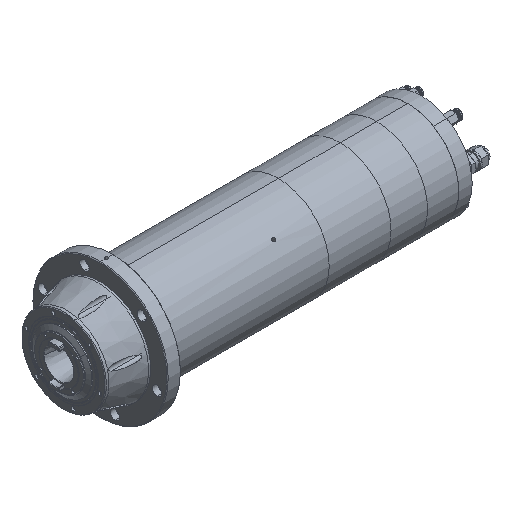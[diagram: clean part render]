
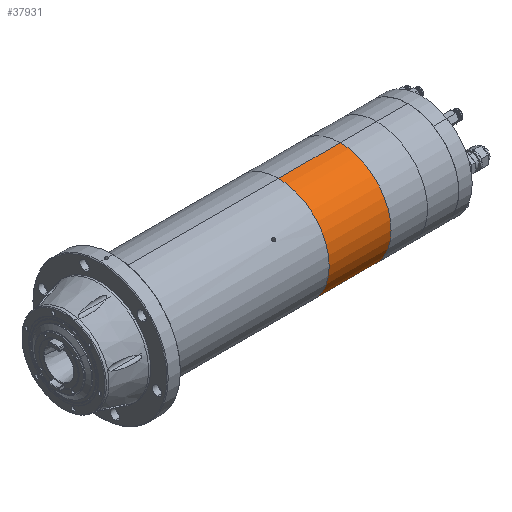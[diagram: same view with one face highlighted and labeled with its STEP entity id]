
A CAD part, isometric view. The second image highlights one B-rep face of the part: STEP entity #37931.
In plain terms, the highlighted cylindrical face has radius 75 mm (diameter 150 mm), a partial arc.
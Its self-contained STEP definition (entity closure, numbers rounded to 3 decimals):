
#473 = DIRECTION ( 'NONE',  ( -1., 0., 0. ) ) ;
#1106 = DIRECTION ( 'NONE',  ( 1., 0., 0. ) ) ;
#1749 = ORIENTED_EDGE ( 'NONE', *, *, #37469, .F. ) ;
#2216 = CIRCLE ( 'NONE', #19899, 75. ) ;
#6021 = CYLINDRICAL_SURFACE ( 'NONE', #17457, 75. ) ;
#7175 = VECTOR ( 'NONE', #25427, 1000. ) ;
#9293 = VERTEX_POINT ( 'NONE', #25518 ) ;
#11891 = DIRECTION ( 'NONE',  ( 0., 0., 1. ) ) ;
#13703 = VERTEX_POINT ( 'NONE', #15606 ) ;
#15606 = CARTESIAN_POINT ( 'NONE',  ( 335.5, 0., -75. ) ) ;
#15733 = LINE ( 'NONE', #29247, #7175 ) ;
#16124 = ORIENTED_EDGE ( 'NONE', *, *, #40586, .F. ) ;
#16627 = VERTEX_POINT ( 'NONE', #32776 ) ;
#17457 = AXIS2_PLACEMENT_3D ( 'NONE', #34137, #24339, #11891 ) ;
#18244 = DIRECTION ( 'NONE',  ( 1., 0., 0. ) ) ;
#19579 = ORIENTED_EDGE ( 'NONE', *, *, #22205, .T. ) ;
#19899 = AXIS2_PLACEMENT_3D ( 'NONE', #36281, #1106, #40009 ) ;
#21483 = LINE ( 'NONE', #29360, #31499 ) ;
#21957 = AXIS2_PLACEMENT_3D ( 'NONE', #37128, #18244, #30851 ) ;
#22205 = EDGE_CURVE ( 'NONE', #27976, #16627, #21483, .T. ) ;
#23151 = CIRCLE ( 'NONE', #21957, 75. ) ;
#24339 = DIRECTION ( 'NONE',  ( -1., 0., 0. ) ) ;
#25427 = DIRECTION ( 'NONE',  ( -1., 0., 0. ) ) ;
#25518 = CARTESIAN_POINT ( 'NONE',  ( 244., 0., -75. ) ) ;
#26965 = EDGE_LOOP ( 'NONE', ( #16124, #1749, #19579, #32386 ) ) ;
#27976 = VERTEX_POINT ( 'NONE', #31966 ) ;
#29247 = CARTESIAN_POINT ( 'NONE',  ( 335.5, 0., -75. ) ) ;
#29360 = CARTESIAN_POINT ( 'NONE',  ( 335.5, 0., 75. ) ) ;
#29597 = FACE_OUTER_BOUND ( 'NONE', #26965, .T. ) ;
#30851 = DIRECTION ( 'NONE',  ( 0., 0., -1. ) ) ;
#31499 = VECTOR ( 'NONE', #473, 1000. ) ;
#31966 = CARTESIAN_POINT ( 'NONE',  ( 335.5, 0., 75. ) ) ;
#32386 = ORIENTED_EDGE ( 'NONE', *, *, #33090, .T. ) ;
#32776 = CARTESIAN_POINT ( 'NONE',  ( 244., 0., 75. ) ) ;
#33090 = EDGE_CURVE ( 'NONE', #16627, #9293, #2216, .T. ) ;
#34137 = CARTESIAN_POINT ( 'NONE',  ( 335.5, 0., 0. ) ) ;
#36281 = CARTESIAN_POINT ( 'NONE',  ( 244., 0., 0. ) ) ;
#37128 = CARTESIAN_POINT ( 'NONE',  ( 335.5, 0., 0. ) ) ;
#37469 = EDGE_CURVE ( 'NONE', #27976, #13703, #23151, .T. ) ;
#37931 = ADVANCED_FACE ( 'NONE', ( #29597 ), #6021, .T. ) ;
#40009 = DIRECTION ( 'NONE',  ( 0., 0., -1. ) ) ;
#40586 = EDGE_CURVE ( 'NONE', #13703, #9293, #15733, .T. ) ;
